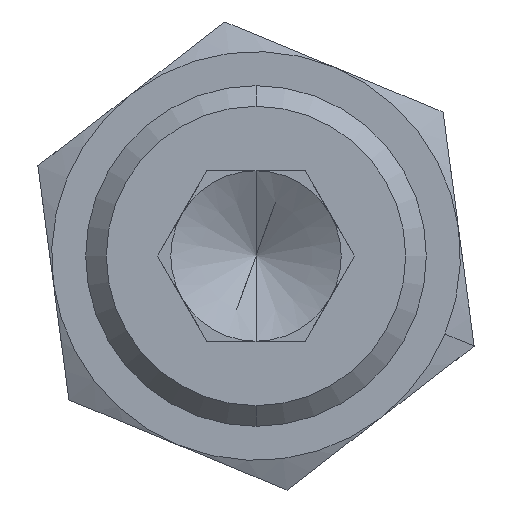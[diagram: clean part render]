
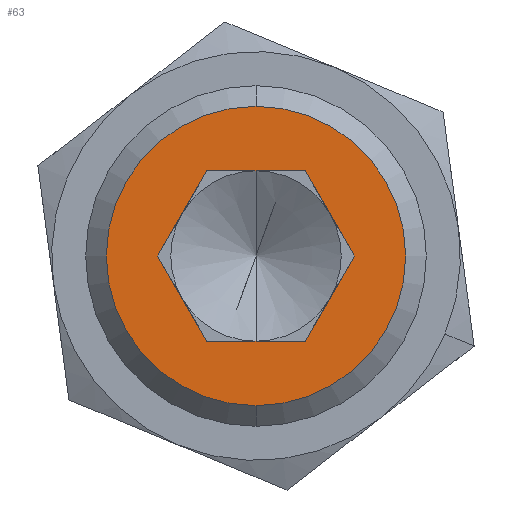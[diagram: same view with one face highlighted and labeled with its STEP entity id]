
A CAD part, left-side view. The second image highlights one B-rep face of the part: STEP entity #63.
In plain terms, the highlighted planar face has unit normal (-1, 0, 0).
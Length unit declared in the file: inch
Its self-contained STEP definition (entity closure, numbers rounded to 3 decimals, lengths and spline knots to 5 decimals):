
#63 = ADVANCED_FACE ( 'NONE', ( #2952, #2119 ), #3451, .T. ) ;
#151 = DIRECTION ( 'NONE',  ( 0., 0., 1. ) ) ;
#433 = VECTOR ( 'NONE', #1436, 39.37008 ) ;
#596 = DIRECTION ( 'NONE',  ( 0., 0., 1. ) ) ;
#607 = DIRECTION ( 'NONE',  ( 0., 0., 1. ) ) ;
#647 = ORIENTED_EDGE ( 'NONE', *, *, #1020, .T. ) ;
#655 = CARTESIAN_POINT ( 'NONE',  ( 0., 0.04512, -0.07815 ) ) ;
#740 = AXIS2_PLACEMENT_3D ( 'NONE', #766, #2991, #151 ) ;
#756 = VECTOR ( 'NONE', #3884, 39.37008 ) ;
#766 = CARTESIAN_POINT ( 'NONE',  ( 0., 0., 0. ) ) ;
#831 = ORIENTED_EDGE ( 'NONE', *, *, #1760, .F. ) ;
#857 = LINE ( 'NONE', #2720, #3289 ) ;
#865 = VERTEX_POINT ( 'NONE', #3656 ) ;
#885 = DIRECTION ( 'NONE',  ( -1., 0., 0. ) ) ;
#894 = LINE ( 'NONE', #655, #1530 ) ;
#940 = AXIS2_PLACEMENT_3D ( 'NONE', #3444, #885, #607 ) ;
#999 = CIRCLE ( 'NONE', #940, 0.13725 ) ;
#1020 = EDGE_CURVE ( 'NONE', #1976, #865, #857, .T. ) ;
#1061 = VERTEX_POINT ( 'NONE', #3426 ) ;
#1227 = VERTEX_POINT ( 'NONE', #4098 ) ;
#1352 = EDGE_CURVE ( 'NONE', #2602, #1061, #3239, .T. ) ;
#1413 = CARTESIAN_POINT ( 'NONE',  ( 0., -0.04512, 0.07815 ) ) ;
#1423 = CARTESIAN_POINT ( 'NONE',  ( 0., -0.09024, 0. ) ) ;
#1436 = DIRECTION ( 'NONE',  ( 0., 1., 0. ) ) ;
#1530 = VECTOR ( 'NONE', #3220, 39.37008 ) ;
#1684 = LINE ( 'NONE', #1754, #433 ) ;
#1698 = EDGE_LOOP ( 'NONE', ( #2141, #2553 ) ) ;
#1754 = CARTESIAN_POINT ( 'NONE',  ( 0., -0.04512, 0.07815 ) ) ;
#1760 = EDGE_CURVE ( 'NONE', #2602, #865, #1684, .T. ) ;
#1782 = CARTESIAN_POINT ( 'NONE',  ( 0., 0.09024, 0. ) ) ;
#1949 = LINE ( 'NONE', #1782, #3827 ) ;
#1976 = VERTEX_POINT ( 'NONE', #3637 ) ;
#1980 = EDGE_CURVE ( 'NONE', #1061, #1227, #2203, .T. ) ;
#2057 = DIRECTION ( 'NONE',  ( 0., 0.5, -0.866 ) ) ;
#2092 = CIRCLE ( 'NONE', #740, 0.13725 ) ;
#2119 = FACE_OUTER_BOUND ( 'NONE', #1698, .T. ) ;
#2141 = ORIENTED_EDGE ( 'NONE', *, *, #2519, .T. ) ;
#2203 = LINE ( 'NONE', #1423, #3981 ) ;
#2417 = ORIENTED_EDGE ( 'NONE', *, *, #1352, .T. ) ;
#2435 = EDGE_LOOP ( 'NONE', ( #647, #831, #2417, #2654, #3896, #2465 ) ) ;
#2442 = DIRECTION ( 'NONE',  ( 0., -0.5, -0.866 ) ) ;
#2465 = ORIENTED_EDGE ( 'NONE', *, *, #3894, .F. ) ;
#2519 = EDGE_CURVE ( 'NONE', #3951, #4131, #2092, .T. ) ;
#2523 = CARTESIAN_POINT ( 'NONE',  ( 0., 0., -0.13725 ) ) ;
#2553 = ORIENTED_EDGE ( 'NONE', *, *, #3468, .T. ) ;
#2602 = VERTEX_POINT ( 'NONE', #1413 ) ;
#2654 = ORIENTED_EDGE ( 'NONE', *, *, #1980, .T. ) ;
#2674 = CARTESIAN_POINT ( 'NONE',  ( 0., 0., 0.13725 ) ) ;
#2720 = CARTESIAN_POINT ( 'NONE',  ( 0., 0.09024, 0. ) ) ;
#2820 = CARTESIAN_POINT ( 'NONE',  ( 0., 0., 0. ) ) ;
#2886 = AXIS2_PLACEMENT_3D ( 'NONE', #2820, #3132, #596 ) ;
#2934 = EDGE_CURVE ( 'NONE', #3864, #1227, #894, .T. ) ;
#2952 = FACE_BOUND ( 'NONE', #2435, .T. ) ;
#2991 = DIRECTION ( 'NONE',  ( -1., 0., 0. ) ) ;
#3091 = DIRECTION ( 'NONE',  ( 0., -0.5, 0.866 ) ) ;
#3132 = DIRECTION ( 'NONE',  ( -1., 0., 0. ) ) ;
#3218 = CARTESIAN_POINT ( 'NONE',  ( 0., -0.04512, 0.07815 ) ) ;
#3220 = DIRECTION ( 'NONE',  ( 0., -1., 0. ) ) ;
#3239 = LINE ( 'NONE', #3218, #756 ) ;
#3289 = VECTOR ( 'NONE', #3091, 39.37008 ) ;
#3375 = CARTESIAN_POINT ( 'NONE',  ( 0., 0.04512, -0.07815 ) ) ;
#3426 = CARTESIAN_POINT ( 'NONE',  ( 0., -0.09024, 0. ) ) ;
#3444 = CARTESIAN_POINT ( 'NONE',  ( 0., 0., 0. ) ) ;
#3451 = PLANE ( 'NONE',  #2886 ) ;
#3468 = EDGE_CURVE ( 'NONE', #4131, #3951, #999, .T. ) ;
#3637 = CARTESIAN_POINT ( 'NONE',  ( 0., 0.09024, 0. ) ) ;
#3656 = CARTESIAN_POINT ( 'NONE',  ( 0., 0.04512, 0.07815 ) ) ;
#3827 = VECTOR ( 'NONE', #2442, 39.37008 ) ;
#3864 = VERTEX_POINT ( 'NONE', #3375 ) ;
#3884 = DIRECTION ( 'NONE',  ( 0., -0.5, -0.866 ) ) ;
#3894 = EDGE_CURVE ( 'NONE', #1976, #3864, #1949, .T. ) ;
#3896 = ORIENTED_EDGE ( 'NONE', *, *, #2934, .F. ) ;
#3951 = VERTEX_POINT ( 'NONE', #2523 ) ;
#3981 = VECTOR ( 'NONE', #2057, 39.37008 ) ;
#4098 = CARTESIAN_POINT ( 'NONE',  ( 0., -0.04512, -0.07815 ) ) ;
#4131 = VERTEX_POINT ( 'NONE', #2674 ) ;
